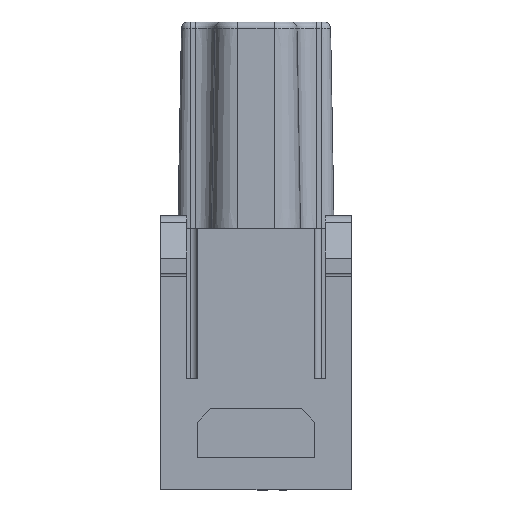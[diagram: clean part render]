
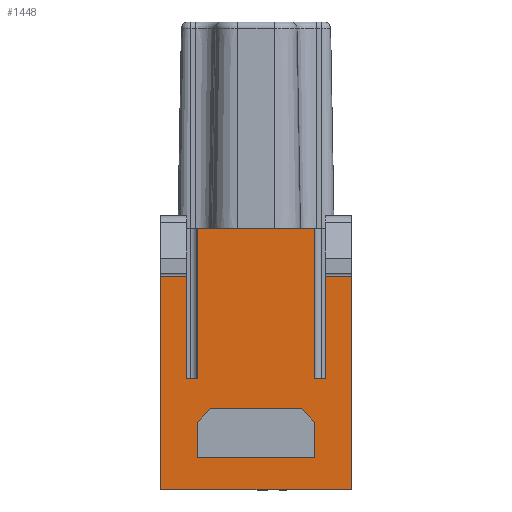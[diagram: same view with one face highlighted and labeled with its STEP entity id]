
A CAD part, front view. The second image highlights one B-rep face of the part: STEP entity #1448.
In plain terms, the highlighted planar face has unit normal (0, -1, 0).
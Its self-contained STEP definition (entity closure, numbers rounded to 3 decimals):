
#1448=ADVANCED_FACE('',(#2349,#2350),#1990,.F.);
#1990=PLANE('',#12471);
#2349=FACE_BOUND('',#2664,.T.);
#2350=FACE_BOUND('',#2665,.T.);
#2664=EDGE_LOOP('',(#4225,#4226,#4227,#4228,#4229,#4230));
#2665=EDGE_LOOP('',(#4231,#4232,#4233,#4234,#4235,#4236,#4237,#4238,#4239,
#4240,#4241,#4242));
#4225=ORIENTED_EDGE('',*,*,#7929,.T.);
#4226=ORIENTED_EDGE('',*,*,#7930,.T.);
#4227=ORIENTED_EDGE('',*,*,#7931,.T.);
#4228=ORIENTED_EDGE('',*,*,#7932,.T.);
#4229=ORIENTED_EDGE('',*,*,#7933,.T.);
#4230=ORIENTED_EDGE('',*,*,#7934,.T.);
#4231=ORIENTED_EDGE('',*,*,#7928,.F.);
#4232=ORIENTED_EDGE('',*,*,#7867,.T.);
#4233=ORIENTED_EDGE('',*,*,#7935,.F.);
#4234=ORIENTED_EDGE('',*,*,#7936,.F.);
#4235=ORIENTED_EDGE('',*,*,#7937,.F.);
#4236=ORIENTED_EDGE('',*,*,#7938,.F.);
#4237=ORIENTED_EDGE('',*,*,#7939,.F.);
#4238=ORIENTED_EDGE('',*,*,#7940,.F.);
#4239=ORIENTED_EDGE('',*,*,#7941,.F.);
#4240=ORIENTED_EDGE('',*,*,#7942,.F.);
#4241=ORIENTED_EDGE('',*,*,#7943,.F.);
#4242=ORIENTED_EDGE('',*,*,#7902,.F.);
#6703=VERTEX_POINT('',#18575);
#6704=VERTEX_POINT('',#18577);
#6736=VERTEX_POINT('',#18647);
#6737=VERTEX_POINT('',#18649);
#6759=VERTEX_POINT('',#18701);
#6760=VERTEX_POINT('',#18702);
#6761=VERTEX_POINT('',#18704);
#6762=VERTEX_POINT('',#18706);
#6763=VERTEX_POINT('',#18708);
#6764=VERTEX_POINT('',#18710);
#6765=VERTEX_POINT('',#18713);
#6766=VERTEX_POINT('',#18715);
#6767=VERTEX_POINT('',#18717);
#6768=VERTEX_POINT('',#18719);
#6769=VERTEX_POINT('',#18721);
#6770=VERTEX_POINT('',#18723);
#6771=VERTEX_POINT('',#18725);
#6772=VERTEX_POINT('',#18727);
#7867=EDGE_CURVE('',#6704,#6703,#10017,.T.);
#7902=EDGE_CURVE('',#6736,#6737,#10051,.T.);
#7928=EDGE_CURVE('',#6704,#6736,#10073,.T.);
#7929=EDGE_CURVE('',#6759,#6760,#10074,.T.);
#7930=EDGE_CURVE('',#6760,#6761,#10075,.T.);
#7931=EDGE_CURVE('',#6761,#6762,#10076,.T.);
#7932=EDGE_CURVE('',#6762,#6763,#10077,.T.);
#7933=EDGE_CURVE('',#6763,#6764,#10078,.T.);
#7934=EDGE_CURVE('',#6764,#6759,#10079,.T.);
#7935=EDGE_CURVE('',#6765,#6703,#10080,.T.);
#7936=EDGE_CURVE('',#6766,#6765,#10081,.T.);
#7937=EDGE_CURVE('',#6767,#6766,#10082,.T.);
#7938=EDGE_CURVE('',#6768,#6767,#10083,.T.);
#7939=EDGE_CURVE('',#6769,#6768,#10084,.T.);
#7940=EDGE_CURVE('',#6770,#6769,#10085,.T.);
#7941=EDGE_CURVE('',#6771,#6770,#10086,.T.);
#7942=EDGE_CURVE('',#6772,#6771,#10087,.T.);
#7943=EDGE_CURVE('',#6737,#6772,#10088,.T.);
#10017=LINE('',#18576,#11211);
#10051=LINE('',#18648,#11245);
#10073=LINE('',#18698,#11267);
#10074=LINE('',#18700,#11268);
#10075=LINE('',#18703,#11269);
#10076=LINE('',#18705,#11270);
#10077=LINE('',#18707,#11271);
#10078=LINE('',#18709,#11272);
#10079=LINE('',#18711,#11273);
#10080=LINE('',#18712,#11274);
#10081=LINE('',#18714,#11275);
#10082=LINE('',#18716,#11276);
#10083=LINE('',#18718,#11277);
#10084=LINE('',#18720,#11278);
#10085=LINE('',#18722,#11279);
#10086=LINE('',#18724,#11280);
#10087=LINE('',#18726,#11281);
#10088=LINE('',#18728,#11282);
#11211=VECTOR('',#14051,1.);
#11245=VECTOR('',#14095,1.);
#11267=VECTOR('',#14129,1.);
#11268=VECTOR('',#14132,1.);
#11269=VECTOR('',#14133,1.);
#11270=VECTOR('',#14134,1.);
#11271=VECTOR('',#14135,1.);
#11272=VECTOR('',#14136,1.);
#11273=VECTOR('',#14137,1.);
#11274=VECTOR('',#14138,1.);
#11275=VECTOR('',#14139,1.);
#11276=VECTOR('',#14140,1.);
#11277=VECTOR('',#14141,1.);
#11278=VECTOR('',#14142,1.);
#11279=VECTOR('',#14143,1.);
#11280=VECTOR('',#14144,1.);
#11281=VECTOR('',#14145,1.);
#11282=VECTOR('',#14146,1.);
#12471=AXIS2_PLACEMENT_3D('',#18729,#14147,#14148);
#14051=DIRECTION('',(0.,0.,1.));
#14095=DIRECTION('',(0.,0.,1.));
#14129=DIRECTION('',(-1.,0.,0.));
#14132=DIRECTION('',(-1.,0.,0.));
#14133=DIRECTION('',(0.,0.,1.));
#14134=DIRECTION('',(0.707,0.,0.707));
#14135=DIRECTION('',(1.,0.,0.));
#14136=DIRECTION('',(0.707,0.,-0.707));
#14137=DIRECTION('',(0.,0.,-1.));
#14138=DIRECTION('',(1.,0.,0.));
#14139=DIRECTION('',(0.,0.,1.));
#14140=DIRECTION('',(1.,0.,0.));
#14141=DIRECTION('',(0.,0.,-1.));
#14142=DIRECTION('',(1.,0.,0.));
#14143=DIRECTION('',(0.,0.,1.));
#14144=DIRECTION('',(1.,0.,0.));
#14145=DIRECTION('',(0.,0.,-1.));
#14146=DIRECTION('',(1.,0.,0.));
#14147=DIRECTION('',(0.,1.,0.));
#14148=DIRECTION('',(1.,0.,0.));
#18575=CARTESIAN_POINT('',(7.3,-15.15,-1.45));
#18576=CARTESIAN_POINT('',(7.3,-15.15,-17.8));
#18577=CARTESIAN_POINT('',(7.3,-15.15,-17.8));
#18647=CARTESIAN_POINT('',(-7.3,-15.15,-17.8));
#18648=CARTESIAN_POINT('',(-7.3,-15.15,-17.8));
#18649=CARTESIAN_POINT('',(-7.3,-15.15,-1.45));
#18698=CARTESIAN_POINT('',(7.3,-15.15,-17.8));
#18700=CARTESIAN_POINT('',(4.5,-15.15,-15.3));
#18701=CARTESIAN_POINT('',(4.5,-15.15,-15.3));
#18702=CARTESIAN_POINT('',(-4.5,-15.15,-15.3));
#18703=CARTESIAN_POINT('',(-4.5,-15.15,-15.3));
#18704=CARTESIAN_POINT('',(-4.5,-15.15,-12.6));
#18705=CARTESIAN_POINT('',(-4.5,-15.15,-12.6));
#18706=CARTESIAN_POINT('',(-3.5,-15.15,-11.6));
#18707=CARTESIAN_POINT('',(-3.5,-15.15,-11.6));
#18708=CARTESIAN_POINT('',(3.5,-15.15,-11.6));
#18709=CARTESIAN_POINT('',(3.5,-15.15,-11.6));
#18710=CARTESIAN_POINT('',(4.5,-15.15,-12.6));
#18711=CARTESIAN_POINT('',(4.5,-15.15,-12.75));
#18712=CARTESIAN_POINT('',(5.3,-15.15,-1.45));
#18713=CARTESIAN_POINT('',(5.3,-15.15,-1.45));
#18714=CARTESIAN_POINT('',(5.3,-15.15,-9.3));
#18715=CARTESIAN_POINT('',(5.3,-15.15,-9.3));
#18716=CARTESIAN_POINT('',(4.5,-15.15,-9.3));
#18717=CARTESIAN_POINT('',(4.5,-15.15,-9.3));
#18718=CARTESIAN_POINT('',(4.5,-15.15,2.2));
#18719=CARTESIAN_POINT('',(4.5,-15.15,2.2));
#18720=CARTESIAN_POINT('',(-4.5,-15.15,2.2));
#18721=CARTESIAN_POINT('',(-4.5,-15.15,2.2));
#18722=CARTESIAN_POINT('',(-4.5,-15.15,-9.3));
#18723=CARTESIAN_POINT('',(-4.5,-15.15,-9.3));
#18724=CARTESIAN_POINT('',(-5.3,-15.15,-9.3));
#18725=CARTESIAN_POINT('',(-5.3,-15.15,-9.3));
#18726=CARTESIAN_POINT('',(-5.3,-15.15,-1.45));
#18727=CARTESIAN_POINT('',(-5.3,-15.15,-1.45));
#18728=CARTESIAN_POINT('',(-7.3,-15.15,-1.45));
#18729=CARTESIAN_POINT('',(-7.6,-15.15,3.3));
